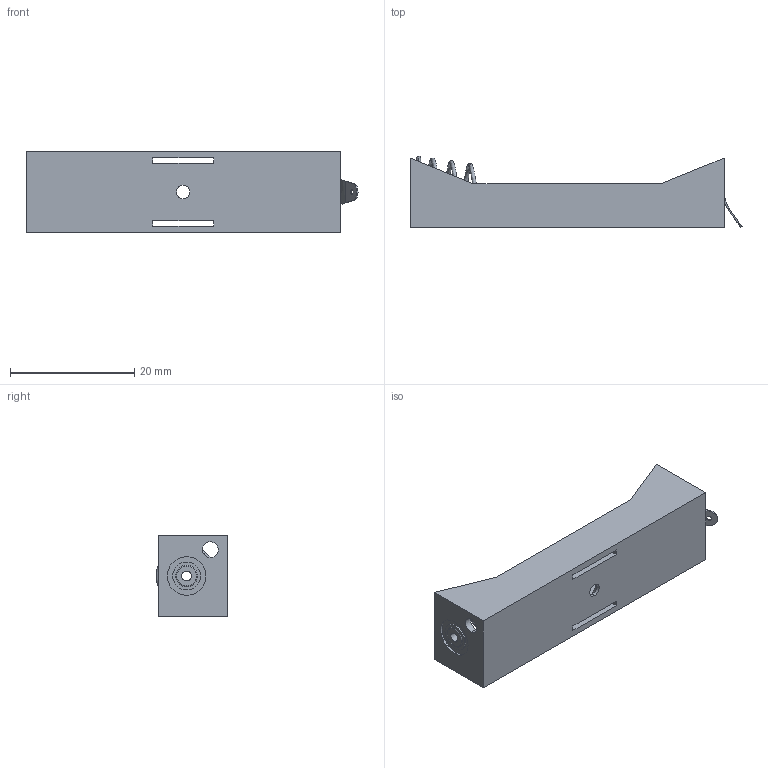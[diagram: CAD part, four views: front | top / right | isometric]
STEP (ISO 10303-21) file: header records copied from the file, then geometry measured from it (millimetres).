
FILE_DESCRIPTION (( 'STEP AP214' ), '1' );
FILE_NAME ('BCAAAL.STEP', '2019-11-20T13:23:20', ( '' ), ( '' ), 'SwSTEP 2.0', 'SolidWorks 2017', '' );
FILE_SCHEMA (( 'AUTOMOTIVE_DESIGN' ));
Length unit declared in the file: millimetre
Products named in the file (1): BCAAAL
Bounding box: 53.37 x 11.5 x 13.18 mm (x, y, z)
Volume: 1968.4 mm3; surface area: 3687.8 mm2
Topology: 3 solids, 3 shells, 148 faces, 371 edges, 236 vertices
Faces by surface type: plane 74, cylinder 45, torus 23, bspline 4, cone 2
Entity records: 6058 total; most frequent: CARTESIAN_POINT 2380, DIRECTION 776, ORIENTED_EDGE 738, EDGE_CURVE 369, AXIS2_PLACEMENT_3D 287, VERTEX_POINT 235, LINE 202, VECTOR 202
